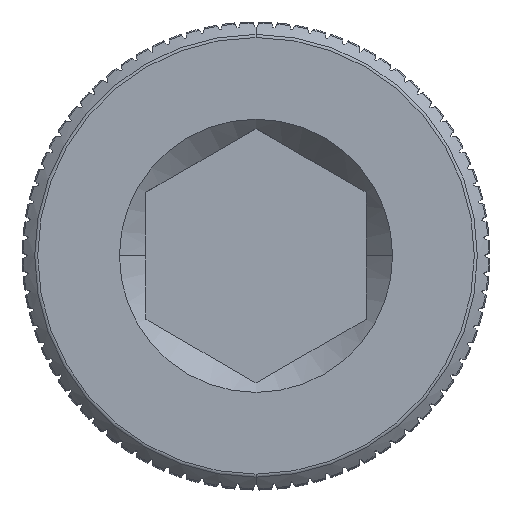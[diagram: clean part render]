
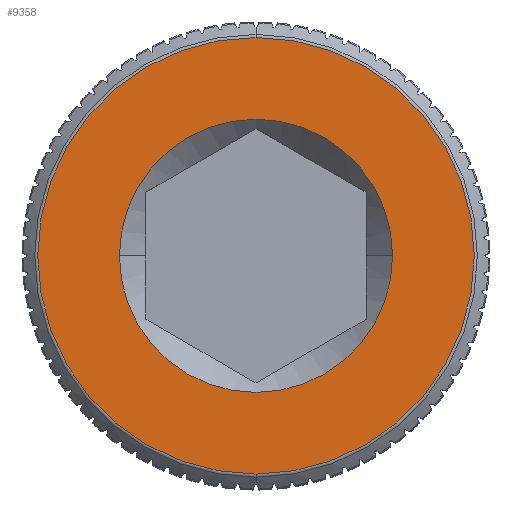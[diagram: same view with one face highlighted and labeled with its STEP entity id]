
A CAD part, top view. The second image highlights one B-rep face of the part: STEP entity #9358.
In plain terms, the highlighted planar face has unit normal (0, 0, 1).
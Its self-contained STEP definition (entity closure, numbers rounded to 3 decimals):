
#299 = EDGE_CURVE ( 'NONE', #21495, #13999, #5785, .T. ) ;
#1072 = ORIENTED_EDGE ( 'NONE', *, *, #299, .F. ) ;
#1272 = DIRECTION ( 'NONE',  ( 0., 0., 1. ) ) ;
#3521 = CARTESIAN_POINT ( 'NONE',  ( -2.483, 0., 17.5 ) ) ;
#4657 = ORIENTED_EDGE ( 'NONE', *, *, #7098, .F. ) ;
#5033 = DIRECTION ( 'NONE',  ( 1., 0., 0. ) ) ;
#5620 = DIRECTION ( 'NONE',  ( 0., 0., 1. ) ) ;
#5650 = CARTESIAN_POINT ( 'NONE',  ( 0., 0., 17.5 ) ) ;
#5785 = CIRCLE ( 'NONE', #19323, 2.483 ) ;
#6391 = AXIS2_PLACEMENT_3D ( 'NONE', #11054, #5620, #8987 ) ;
#6567 = CIRCLE ( 'NONE', #16476, 2.483 ) ;
#7098 = EDGE_CURVE ( 'NONE', #13999, #21495, #6567, .T. ) ;
#7623 = EDGE_CURVE ( 'NONE', #11715, #15360, #8518, .T. ) ;
#8518 = CIRCLE ( 'NONE', #23668, 3.968 ) ;
#8987 = DIRECTION ( 'NONE',  ( 0., -1., 0. ) ) ;
#9358 = ADVANCED_FACE ( 'NONE', ( #21372, #12201 ), #14418, .T. ) ;
#9370 = CARTESIAN_POINT ( 'NONE',  ( 0., 3.968, 17.5 ) ) ;
#9599 = DIRECTION ( 'NONE',  ( 0., 1., 0. ) ) ;
#11054 = CARTESIAN_POINT ( 'NONE',  ( 0., 0., 17.5 ) ) ;
#11108 = ORIENTED_EDGE ( 'NONE', *, *, #7623, .F. ) ;
#11517 = CIRCLE ( 'NONE', #21048, 3.968 ) ;
#11715 = VERTEX_POINT ( 'NONE', #9370 ) ;
#12201 = FACE_OUTER_BOUND ( 'NONE', #16811, .T. ) ;
#12371 = CARTESIAN_POINT ( 'NONE',  ( 0., 0., 17.5 ) ) ;
#12607 = DIRECTION ( 'NONE',  ( 0., 0., 1. ) ) ;
#13999 = VERTEX_POINT ( 'NONE', #23381 ) ;
#14148 = CARTESIAN_POINT ( 'NONE',  ( 0., 0., 17.5 ) ) ;
#14418 = PLANE ( 'NONE',  #6391 ) ;
#15360 = VERTEX_POINT ( 'NONE', #16666 ) ;
#16476 = AXIS2_PLACEMENT_3D ( 'NONE', #12371, #12607, #23245 ) ;
#16666 = CARTESIAN_POINT ( 'NONE',  ( 0., -3.968, 17.5 ) ) ;
#16811 = EDGE_LOOP ( 'NONE', ( #11108, #21463 ) ) ;
#18456 = DIRECTION ( 'NONE',  ( 0., 0., -1. ) ) ;
#18732 = CARTESIAN_POINT ( 'NONE',  ( 0., 0., 17.5 ) ) ;
#18938 = EDGE_CURVE ( 'NONE', #15360, #11715, #11517, .T. ) ;
#19323 = AXIS2_PLACEMENT_3D ( 'NONE', #14148, #1272, #5033 ) ;
#20294 = DIRECTION ( 'NONE',  ( 0., 1., 0. ) ) ;
#21048 = AXIS2_PLACEMENT_3D ( 'NONE', #5650, #18456, #20294 ) ;
#21372 = FACE_BOUND ( 'NONE', #23471, .T. ) ;
#21463 = ORIENTED_EDGE ( 'NONE', *, *, #18938, .F. ) ;
#21495 = VERTEX_POINT ( 'NONE', #3521 ) ;
#22460 = DIRECTION ( 'NONE',  ( 0., 0., -1. ) ) ;
#23245 = DIRECTION ( 'NONE',  ( 1., 0., 0. ) ) ;
#23381 = CARTESIAN_POINT ( 'NONE',  ( 2.483, 0., 17.5 ) ) ;
#23471 = EDGE_LOOP ( 'NONE', ( #4657, #1072 ) ) ;
#23668 = AXIS2_PLACEMENT_3D ( 'NONE', #18732, #22460, #9599 ) ;
